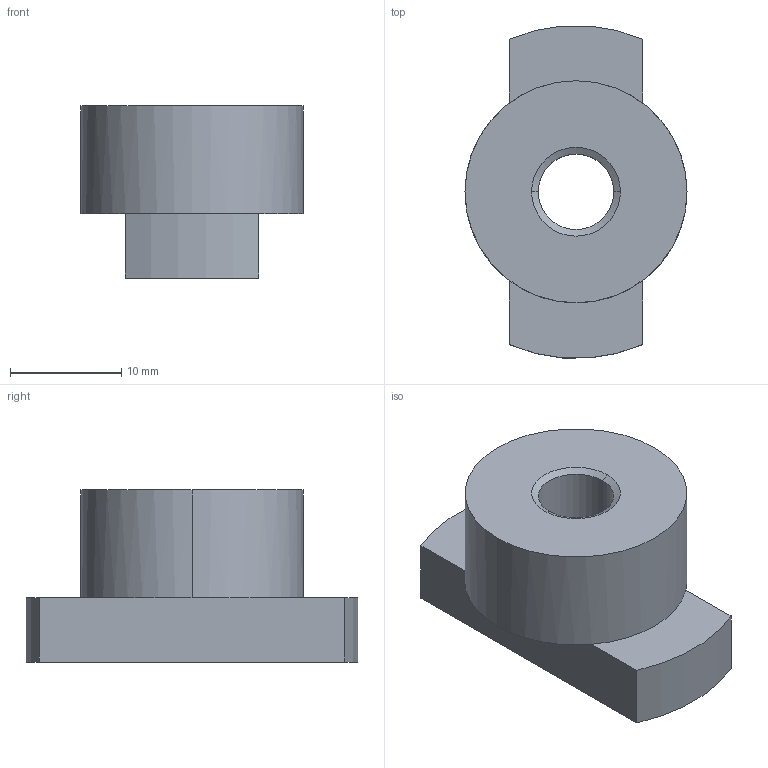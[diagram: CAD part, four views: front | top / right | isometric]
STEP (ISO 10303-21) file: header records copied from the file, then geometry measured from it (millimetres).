
FILE_DESCRIPTION(('STEP AP214'),'1');
FILE_NAME(' ',' ',('TraceParts'),('TraceParts S.A.'),'XStep 1.0',' ',' ');
FILE_SCHEMA(('automotive_design'));
Length unit declared in the file: millimetre
Products named in the file (1): 1
Bounding box: 20 x 29.9 x 15.5 mm (x, y, z)
Volume: 4143.1 mm3; surface area: 2287.2 mm2
Topology: 1 solids, 1 shells, 19 faces, 42 edges, 26 vertices
Faces by surface type: plane 9, cylinder 8, cone 2
Entity records: 1050 total; most frequent: DIRECTION 104, STYLED_ITEM 88, PRESENTATION_STYLE_ASSIGNMENT 88, CARTESIAN_POINT 88, COLOUR_RGB 88, ORIENTED_EDGE 84, EDGE_CURVE 42, AXIS2_PLACEMENT_3D 42
